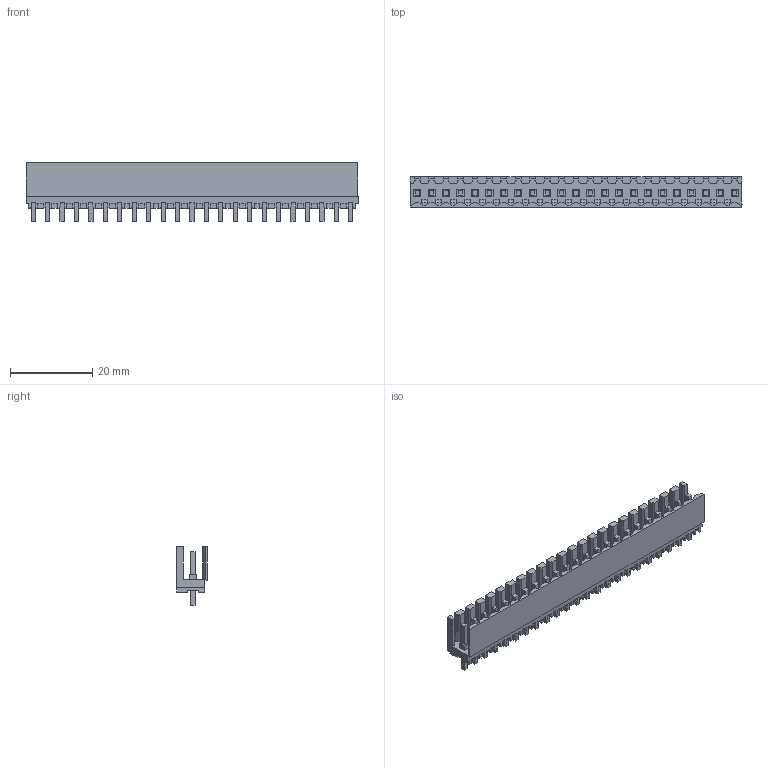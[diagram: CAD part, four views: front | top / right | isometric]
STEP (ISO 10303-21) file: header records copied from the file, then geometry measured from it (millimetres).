
FILE_DESCRIPTION(('CATIA V5 STEP Exchange','CAx-IF Rec.Pracs.--- Model Styling and Organization---1.2---2011-12-15'),'2;1');
FILE_NAME ('D1453674_0_1621460000_1621460000.stp','2018-03-12T06:01:25+00:00',('none'),('Weidmueller'),'CATIA Version 5-6 Release 2014','CATIA V5 STEP AP214','none');
FILE_SCHEMA(('AUTOMOTIVE_DESIGN { 1 0 10303 214 1 1 1 1 }'));
Length unit declared in the file: millimetre
Products named in the file (1): 1621460000
Bounding box: 80.5 x 7.45 x 14.25 mm (x, y, z)
Volume: 2556 mm3; surface area: 7161.2 mm2
Topology: 24 solids, 24 shells, 1363 faces, 4027 edges, 2757 vertices
Faces by surface type: plane 1340, cylinder 23
Entity records: 42750 total; most frequent: ORIENTED_EDGE 8054, CARTESIAN_POINT 7474, DIRECTION 5405, EDGE_CURVE 4027, VECTOR 3981, LINE 3981, VERTEX_POINT 2757, EDGE_LOOP 1454
